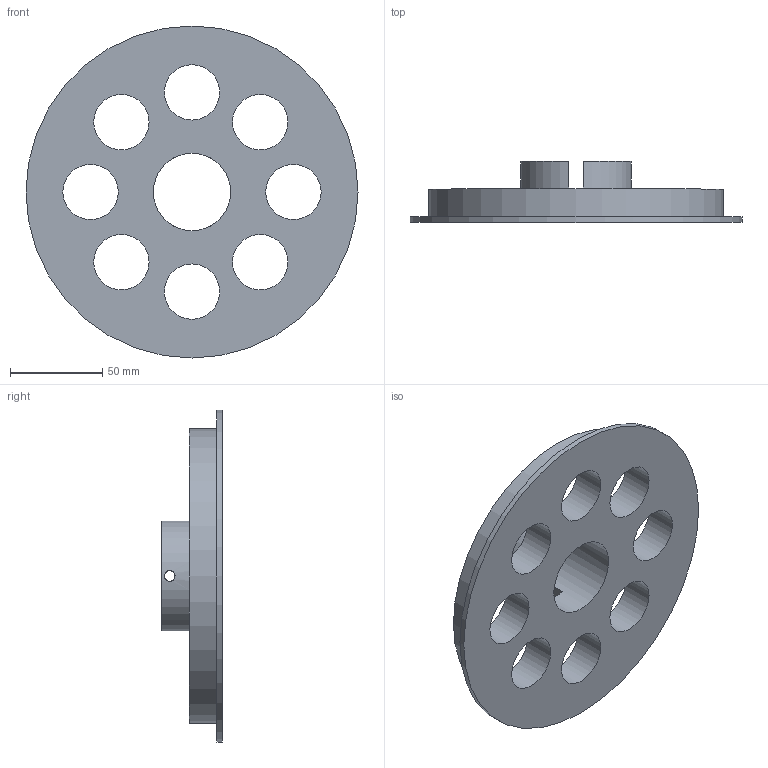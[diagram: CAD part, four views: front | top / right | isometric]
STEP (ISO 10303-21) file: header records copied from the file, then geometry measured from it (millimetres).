
FILE_DESCRIPTION(/* description */ ('Unknown'),/* implementation_level */ '2;1');
FILE_NAME(/* name */ 'roller2',/* time_stamp */ '2022-06-02T20:11:56+03:00',/* author */ ('Unknown'),/* organization */ ('Unknown'),/* preprocessor_version */ 'ST-DEVELOPER v18.1',/* originating_system */ 'Solid Edge',/* authorisation */ 'Unknown');
FILE_SCHEMA (('AUTOMOTIVE_DESIGN {1 0 10303 214 3 1 1}'));
Length unit declared in the file: millimetre
Products named in the file (1): roller2
Bounding box: 180 x 33 x 180 mm (x, y, z)
Volume: 270192.4 mm3; surface area: 67091 mm2
Topology: 1 solids, 1 shells, 24 faces, 71 edges, 50 vertices
Faces by surface type: cylinder 15, plane 9
Full cylindrical faces by diameter (mm): 5.8 x2, 30 x8, 42 x1, 160 x1, 180 x1
Entity records: 788 total; most frequent: CARTESIAN_POINT 155, DIRECTION 124, ORIENTED_EDGE 98, EDGE_LOOP 60, FACE_BOUND 60, AXIS2_PLACEMENT_3D 54, EDGE_CURVE 49, VERTEX_POINT 41
